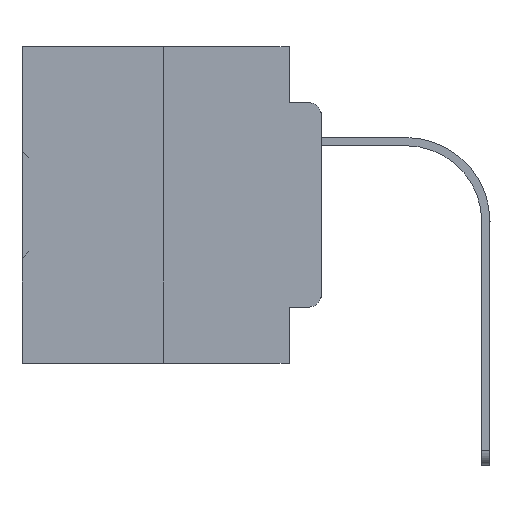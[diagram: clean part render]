
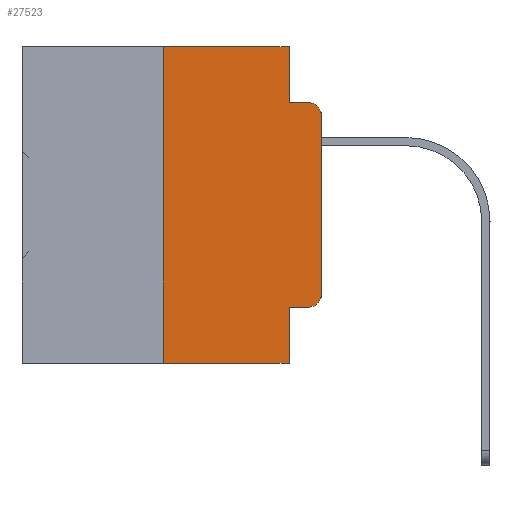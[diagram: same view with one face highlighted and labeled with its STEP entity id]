
A CAD part, left-side view. The second image highlights one B-rep face of the part: STEP entity #27523.
In plain terms, the highlighted planar face has unit normal (-1, 0, 0).
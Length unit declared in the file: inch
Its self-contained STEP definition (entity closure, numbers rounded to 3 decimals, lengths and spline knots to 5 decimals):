
#365 = CARTESIAN_POINT ( 'NONE',  ( 0., 0., -0.3915 ) ) ;
#706 = EDGE_LOOP ( 'NONE', ( #28377, #5183, #27215, #10094, #13851, #25201, #18699, #13956, #2298, #26198 ) ) ;
#876 = VERTEX_POINT ( 'NONE', #3991 ) ;
#1409 = VERTEX_POINT ( 'NONE', #23689 ) ;
#1762 = DIRECTION ( 'NONE',  ( -1., 0., 0. ) ) ;
#2263 = CARTESIAN_POINT ( 'NONE',  ( 0., 0.02, -0.0885 ) ) ;
#2298 = ORIENTED_EDGE ( 'NONE', *, *, #5472, .T. ) ;
#2540 = DIRECTION ( 'NONE',  ( 0., -1., 0. ) ) ;
#2588 = CARTESIAN_POINT ( 'NONE',  ( 0., 0.25, 0. ) ) ;
#3482 = CARTESIAN_POINT ( 'NONE',  ( 0., 0.051, -0.0885 ) ) ;
#3991 = CARTESIAN_POINT ( 'NONE',  ( 0., 0.02, -0.4115 ) ) ;
#4055 = DIRECTION ( 'NONE',  ( 0., 0., -1. ) ) ;
#5183 = ORIENTED_EDGE ( 'NONE', *, *, #18284, .T. ) ;
#5472 = EDGE_CURVE ( 'NONE', #37950, #876, #13224, .T. ) ;
#6710 = PLANE ( 'NONE',  #22062 ) ;
#7084 = DIRECTION ( 'NONE',  ( 0., 0., -1. ) ) ;
#7797 = EDGE_CURVE ( 'NONE', #19867, #1409, #17924, .T. ) ;
#8753 = CARTESIAN_POINT ( 'NONE',  ( 0., 0.051, -0.0885 ) ) ;
#9318 = VERTEX_POINT ( 'NONE', #2263 ) ;
#9412 = LINE ( 'NONE', #32878, #20103 ) ;
#10094 = ORIENTED_EDGE ( 'NONE', *, *, #21803, .F. ) ;
#11148 = LINE ( 'NONE', #23249, #31183 ) ;
#11836 = CARTESIAN_POINT ( 'NONE',  ( 0., 0.051, -0.5 ) ) ;
#12705 = DIRECTION ( 'NONE',  ( 0., 0., -1. ) ) ;
#12775 = CARTESIAN_POINT ( 'NONE',  ( 0., 0.051, 0. ) ) ;
#13224 = LINE ( 'NONE', #24934, #17295 ) ;
#13376 = VECTOR ( 'NONE', #37955, 39.37008 ) ;
#13851 = ORIENTED_EDGE ( 'NONE', *, *, #7797, .F. ) ;
#13956 = ORIENTED_EDGE ( 'NONE', *, *, #18805, .F. ) ;
#14155 = DIRECTION ( 'NONE',  ( 0., 0., 1. ) ) ;
#14501 = EDGE_CURVE ( 'NONE', #36108, #19867, #20100, .T. ) ;
#16365 = VERTEX_POINT ( 'NONE', #3482 ) ;
#17295 = VECTOR ( 'NONE', #32881, 39.37008 ) ;
#17613 = CARTESIAN_POINT ( 'NONE',  ( 0., 0.051, -0.4115 ) ) ;
#17924 = LINE ( 'NONE', #31768, #20331 ) ;
#18230 = CIRCLE ( 'NONE', #20681, 0.02 ) ;
#18284 = EDGE_CURVE ( 'NONE', #34200, #9318, #18230, .T. ) ;
#18603 = EDGE_CURVE ( 'NONE', #36108, #21638, #9412, .T. ) ;
#18674 = DIRECTION ( 'NONE',  ( 1., 0., 0. ) ) ;
#18699 = ORIENTED_EDGE ( 'NONE', *, *, #18603, .T. ) ;
#18701 = CARTESIAN_POINT ( 'NONE',  ( 0., 0.02, -0.3915 ) ) ;
#18805 = EDGE_CURVE ( 'NONE', #37950, #21638, #33441, .T. ) ;
#19867 = VERTEX_POINT ( 'NONE', #33265 ) ;
#20086 = EDGE_CURVE ( 'NONE', #22722, #34200, #11148, .T. ) ;
#20100 = LINE ( 'NONE', #2588, #29730 ) ;
#20103 = VECTOR ( 'NONE', #21342, 39.37008 ) ;
#20331 = VECTOR ( 'NONE', #2540, 39.37008 ) ;
#20681 = AXIS2_PLACEMENT_3D ( 'NONE', #37122, #1762, #36548 ) ;
#20686 = LINE ( 'NONE', #8753, #13376 ) ;
#20981 = FACE_OUTER_BOUND ( 'NONE', #706, .T. ) ;
#21342 = DIRECTION ( 'NONE',  ( 0., -1., 0. ) ) ;
#21614 = LINE ( 'NONE', #12775, #36089 ) ;
#21638 = VERTEX_POINT ( 'NONE', #11836 ) ;
#21803 = EDGE_CURVE ( 'NONE', #1409, #16365, #21614, .T. ) ;
#21919 = VECTOR ( 'NONE', #7084, 39.37008 ) ;
#22062 = AXIS2_PLACEMENT_3D ( 'NONE', #29811, #18674, #12705 ) ;
#22722 = VERTEX_POINT ( 'NONE', #365 ) ;
#23249 = CARTESIAN_POINT ( 'NONE',  ( 0., 0., 0. ) ) ;
#23689 = CARTESIAN_POINT ( 'NONE',  ( 0., 0.051, 0. ) ) ;
#24438 = DIRECTION ( 'NONE',  ( -1., 0., 0. ) ) ;
#24934 = CARTESIAN_POINT ( 'NONE',  ( 0., 0.051, -0.4115 ) ) ;
#25201 = ORIENTED_EDGE ( 'NONE', *, *, #14501, .F. ) ;
#25295 = CARTESIAN_POINT ( 'NONE',  ( 0., 0.25, -0.5 ) ) ;
#26198 = ORIENTED_EDGE ( 'NONE', *, *, #30478, .T. ) ;
#27215 = ORIENTED_EDGE ( 'NONE', *, *, #37921, .F. ) ;
#27523 = ADVANCED_FACE ( 'NONE', ( #20981 ), #6710, .F. ) ;
#28377 = ORIENTED_EDGE ( 'NONE', *, *, #20086, .T. ) ;
#28992 = CIRCLE ( 'NONE', #35121, 0.02 ) ;
#29730 = VECTOR ( 'NONE', #14155, 39.37008 ) ;
#29811 = CARTESIAN_POINT ( 'NONE',  ( 0., 0.473, 0. ) ) ;
#30478 = EDGE_CURVE ( 'NONE', #876, #22722, #28992, .T. ) ;
#30751 = CARTESIAN_POINT ( 'NONE',  ( 0., 0.051, 0. ) ) ;
#31183 = VECTOR ( 'NONE', #37651, 39.37008 ) ;
#31768 = CARTESIAN_POINT ( 'NONE',  ( 0., 0.473, 0. ) ) ;
#32453 = CARTESIAN_POINT ( 'NONE',  ( 0., 0., -0.1085 ) ) ;
#32878 = CARTESIAN_POINT ( 'NONE',  ( 0., 0.473, -0.5 ) ) ;
#32881 = DIRECTION ( 'NONE',  ( 0., -1., 0. ) ) ;
#33265 = CARTESIAN_POINT ( 'NONE',  ( 0., 0.25, 0. ) ) ;
#33441 = LINE ( 'NONE', #30751, #21919 ) ;
#34200 = VERTEX_POINT ( 'NONE', #32453 ) ;
#35121 = AXIS2_PLACEMENT_3D ( 'NONE', #18701, #24438, #4055 ) ;
#36089 = VECTOR ( 'NONE', #36195, 39.37008 ) ;
#36108 = VERTEX_POINT ( 'NONE', #25295 ) ;
#36195 = DIRECTION ( 'NONE',  ( 0., 0., -1. ) ) ;
#36548 = DIRECTION ( 'NONE',  ( 0., 0., -1. ) ) ;
#37122 = CARTESIAN_POINT ( 'NONE',  ( 0., 0.02, -0.1085 ) ) ;
#37651 = DIRECTION ( 'NONE',  ( 0., 0., 1. ) ) ;
#37921 = EDGE_CURVE ( 'NONE', #16365, #9318, #20686, .T. ) ;
#37950 = VERTEX_POINT ( 'NONE', #17613 ) ;
#37955 = DIRECTION ( 'NONE',  ( 0., -1., 0. ) ) ;
